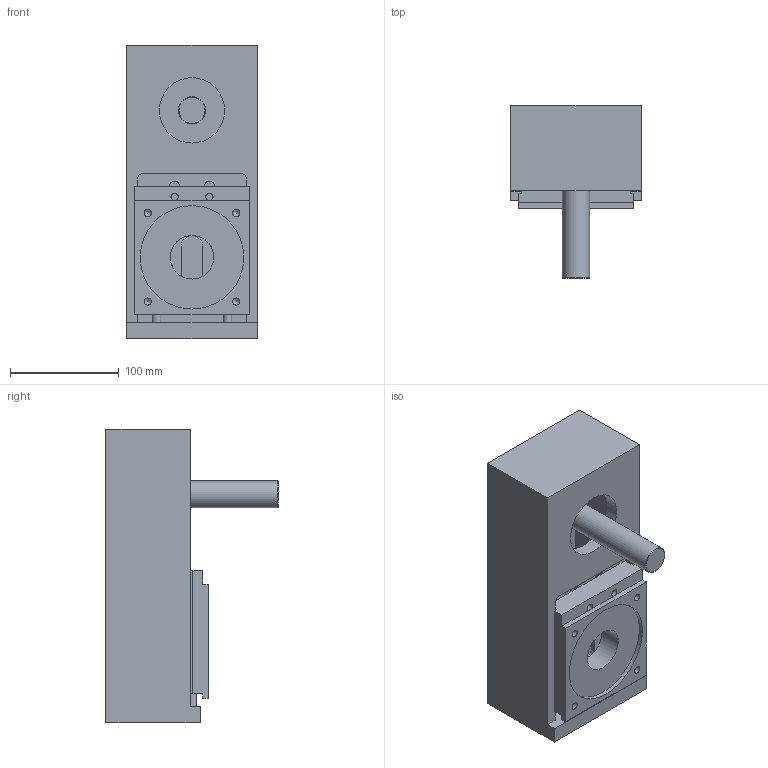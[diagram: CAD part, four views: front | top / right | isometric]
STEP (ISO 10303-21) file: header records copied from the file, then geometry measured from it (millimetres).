
FILE_DESCRIPTION((''),'2;1');
FILE_NAME('SL5828N.ipt.step','2007-09-10T15:14:28',(''),(''),'Autodesk Inventor 11','Autodesk Inventor 11','');
FILE_SCHEMA(('AUTOMOTIVE_DESIGN { 1 0 10303 214 1 1 1 1 }'));
Length unit declared in the file: millimetre
Products named in the file (1): SL5828N
Bounding box: 120 x 158.3 x 270 mm (x, y, z)
Volume: 1175604.4 mm3; surface area: 244392.3 mm2
Topology: 2 solids, 2 shells, 103 faces, 258 edges, 167 vertices
Faces by surface type: plane 68, cylinder 23, bspline 12
Full cylindrical faces by diameter (mm): 4 x2, 8 x2, 13 x2, 15 x2, 24 x1, 25 x1, 40 x1, 60 x1, 95 x1
Entity records: 3023 total; most frequent: CARTESIAN_POINT 660, DIRECTION 473, ORIENTED_EDGE 448, EDGE_CURVE 224, VECTOR 159, LINE 159, AXIS2_PLACEMENT_3D 157, VERTEX_POINT 156
